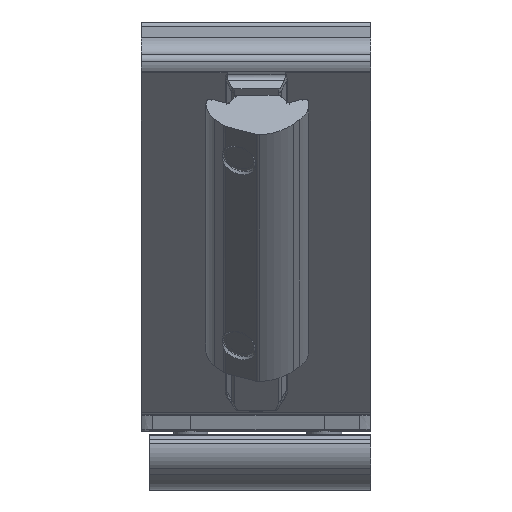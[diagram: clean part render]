
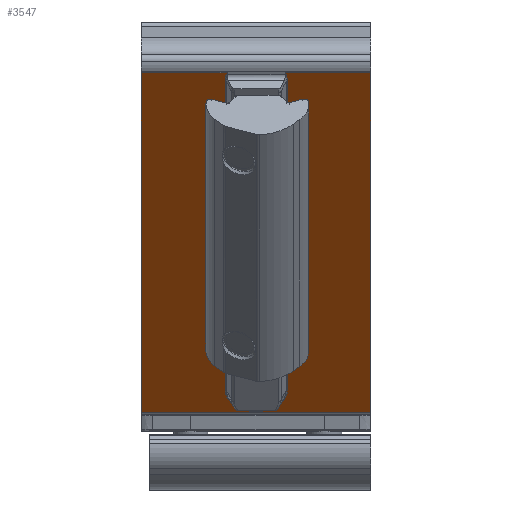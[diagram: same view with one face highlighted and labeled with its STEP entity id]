
A CAD part, left-side view. The second image highlights one B-rep face of the part: STEP entity #3547.
In plain terms, the highlighted planar face has unit normal (-0.707, 0, -0.707).
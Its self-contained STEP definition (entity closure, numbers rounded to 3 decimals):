
#74 = VERTEX_POINT ( 'NONE', #15775 ) ;
#412 = EDGE_CURVE ( 'NONE', #4483, #74, #7394, .T. ) ;
#452 = LINE ( 'NONE', #2015, #13476 ) ;
#1149 = DIRECTION ( 'NONE',  ( 0.707, 0., 0.707 ) ) ;
#1314 = VERTEX_POINT ( 'NONE', #4749 ) ;
#1342 = VECTOR ( 'NONE', #4669, 1000. ) ;
#1441 = AXIS2_PLACEMENT_3D ( 'NONE', #14451, #6800, #10707 ) ;
#1633 = DIRECTION ( 'NONE',  ( 0.707, 0., 0.707 ) ) ;
#1843 = CIRCLE ( 'NONE', #5395, 5.375 ) ;
#2015 = CARTESIAN_POINT ( 'NONE',  ( -79.871, 39.5, 17.706 ) ) ;
#2363 = ORIENTED_EDGE ( 'NONE', *, *, #12643, .F. ) ;
#2386 = LINE ( 'NONE', #8386, #9509 ) ;
#2580 = ORIENTED_EDGE ( 'NONE', *, *, #6865, .F. ) ;
#3161 = CARTESIAN_POINT ( 'NONE',  ( -21.504, 39.5, -40.662 ) ) ;
#3424 = PLANE ( 'NONE',  #14622 ) ;
#3491 = CARTESIAN_POINT ( 'NONE',  ( -78.513, 14.325, 16.347 ) ) ;
#3547 = ADVANCED_FACE ( 'NONE', ( #14835 ), #3424, .F. ) ;
#3600 = DIRECTION ( 'NONE',  ( 0.707, 0., 0.707 ) ) ;
#3660 = CARTESIAN_POINT ( 'NONE',  ( -79.871, 39.5, 17.706 ) ) ;
#3664 = DIRECTION ( 'NONE',  ( 0.707, 0., -0.707 ) ) ;
#4047 = ORIENTED_EDGE ( 'NONE', *, *, #15441, .T. ) ;
#4118 = DIRECTION ( 'NONE',  ( 0.707, 0., -0.707 ) ) ;
#4483 = VERTEX_POINT ( 'NONE', #9204 ) ;
#4591 = CARTESIAN_POINT ( 'NONE',  ( -21.504, 0., -40.662 ) ) ;
#4669 = DIRECTION ( 'NONE',  ( 0.707, 0., -0.707 ) ) ;
#4675 = VERTEX_POINT ( 'NONE', #12789 ) ;
#4749 = CARTESIAN_POINT ( 'NONE',  ( -79.871, 14.68, 17.706 ) ) ;
#5110 = EDGE_CURVE ( 'NONE', #4675, #74, #6097, .T. ) ;
#5395 = AXIS2_PLACEMENT_3D ( 'NONE', #13409, #9391, #10681 ) ;
#5602 = VERTEX_POINT ( 'NONE', #3161 ) ;
#5843 = AXIS2_PLACEMENT_3D ( 'NONE', #13163, #1633, #4118 ) ;
#5878 = CARTESIAN_POINT ( 'NONE',  ( -21.643, 19.7, -40.523 ) ) ;
#5928 = ORIENTED_EDGE ( 'NONE', *, *, #9394, .F. ) ;
#6097 = CIRCLE ( 'NONE', #1441, 5.375 ) ;
#6371 = VECTOR ( 'NONE', #12871, 1000. ) ;
#6656 = EDGE_CURVE ( 'NONE', #13535, #15366, #8694, .T. ) ;
#6757 = DIRECTION ( 'NONE',  ( 0., 1., 0. ) ) ;
#6800 = DIRECTION ( 'NONE',  ( 0.707, 0., 0.707 ) ) ;
#6865 = EDGE_CURVE ( 'NONE', #7804, #16395, #2386, .T. ) ;
#6871 = CARTESIAN_POINT ( 'NONE',  ( -21.504, 39.5, -40.662 ) ) ;
#7169 = VERTEX_POINT ( 'NONE', #3491 ) ;
#7394 = LINE ( 'NONE', #3660, #6371 ) ;
#7550 = CARTESIAN_POINT ( 'NONE',  ( -78.513, 25.075, 16.347 ) ) ;
#7622 = VECTOR ( 'NONE', #3664, 1000. ) ;
#7804 = VERTEX_POINT ( 'NONE', #12714 ) ;
#7840 = ORIENTED_EDGE ( 'NONE', *, *, #11964, .T. ) ;
#8132 = VECTOR ( 'NONE', #6757, 1000. ) ;
#8182 = CARTESIAN_POINT ( 'NONE',  ( -25.443, 25.075, -36.722 ) ) ;
#8386 = CARTESIAN_POINT ( 'NONE',  ( -31.083, 0., -31.083 ) ) ;
#8509 = CIRCLE ( 'NONE', #14645, 5.375 ) ;
#8694 = CIRCLE ( 'NONE', #5843, 5.375 ) ;
#8703 = CARTESIAN_POINT ( 'NONE',  ( -31.083, 39.5, -31.083 ) ) ;
#9009 = DIRECTION ( 'NONE',  ( 0.707, 0., -0.707 ) ) ;
#9204 = CARTESIAN_POINT ( 'NONE',  ( -79.871, 39.5, 17.706 ) ) ;
#9366 = EDGE_CURVE ( 'NONE', #1314, #7804, #452, .T. ) ;
#9391 = DIRECTION ( 'NONE',  ( 0.707, 0., 0.707 ) ) ;
#9394 = EDGE_CURVE ( 'NONE', #4675, #15366, #13076, .T. ) ;
#9509 = VECTOR ( 'NONE', #14642, 1000. ) ;
#9570 = LINE ( 'NONE', #6871, #8132 ) ;
#9653 = DIRECTION ( 'NONE',  ( 0.707, 0., -0.707 ) ) ;
#9991 = DIRECTION ( 'NONE',  ( 0.707, 0., -0.707 ) ) ;
#10681 = DIRECTION ( 'NONE',  ( 0.707, 0., -0.707 ) ) ;
#10707 = DIRECTION ( 'NONE',  ( 0.707, 0., -0.707 ) ) ;
#10782 = CARTESIAN_POINT ( 'NONE',  ( -78.513, 14.325, 16.347 ) ) ;
#10925 = CARTESIAN_POINT ( 'NONE',  ( -25.443, 14.325, -36.722 ) ) ;
#11964 = EDGE_CURVE ( 'NONE', #15014, #13535, #1843, .T. ) ;
#12133 = ORIENTED_EDGE ( 'NONE', *, *, #13576, .T. ) ;
#12530 = DIRECTION ( 'NONE',  ( 0., -1., 0. ) ) ;
#12536 = LINE ( 'NONE', #8703, #1342 ) ;
#12643 = EDGE_CURVE ( 'NONE', #16395, #5602, #9570, .T. ) ;
#12714 = CARTESIAN_POINT ( 'NONE',  ( -79.871, 0., 17.706 ) ) ;
#12789 = CARTESIAN_POINT ( 'NONE',  ( -78.513, 25.075, 16.347 ) ) ;
#12871 = DIRECTION ( 'NONE',  ( 0., -1., 0. ) ) ;
#12980 = CARTESIAN_POINT ( 'NONE',  ( -78.513, 19.7, 16.347 ) ) ;
#13076 = LINE ( 'NONE', #7550, #7622 ) ;
#13163 = CARTESIAN_POINT ( 'NONE',  ( -25.443, 19.7, -36.722 ) ) ;
#13409 = CARTESIAN_POINT ( 'NONE',  ( -25.443, 19.7, -36.722 ) ) ;
#13476 = VECTOR ( 'NONE', #12530, 1000. ) ;
#13518 = LINE ( 'NONE', #10782, #16562 ) ;
#13535 = VERTEX_POINT ( 'NONE', #5878 ) ;
#13576 = EDGE_CURVE ( 'NONE', #1314, #7169, #8509, .T. ) ;
#13985 = ORIENTED_EDGE ( 'NONE', *, *, #9366, .F. ) ;
#14302 = ORIENTED_EDGE ( 'NONE', *, *, #5110, .T. ) ;
#14451 = CARTESIAN_POINT ( 'NONE',  ( -78.513, 19.7, 16.347 ) ) ;
#14622 = AXIS2_PLACEMENT_3D ( 'NONE', #16538, #3600, #9991 ) ;
#14642 = DIRECTION ( 'NONE',  ( 0.707, 0., -0.707 ) ) ;
#14645 = AXIS2_PLACEMENT_3D ( 'NONE', #12980, #1149, #9009 ) ;
#14835 = FACE_OUTER_BOUND ( 'NONE', #15459, .T. ) ;
#14985 = ORIENTED_EDGE ( 'NONE', *, *, #412, .F. ) ;
#15014 = VERTEX_POINT ( 'NONE', #10925 ) ;
#15366 = VERTEX_POINT ( 'NONE', #8182 ) ;
#15441 = EDGE_CURVE ( 'NONE', #4483, #5602, #12536, .T. ) ;
#15459 = EDGE_LOOP ( 'NONE', ( #4047, #2363, #2580, #13985, #12133, #15613, #7840, #15895, #5928, #14302, #14985 ) ) ;
#15613 = ORIENTED_EDGE ( 'NONE', *, *, #16195, .T. ) ;
#15775 = CARTESIAN_POINT ( 'NONE',  ( -79.871, 24.72, 17.706 ) ) ;
#15895 = ORIENTED_EDGE ( 'NONE', *, *, #6656, .T. ) ;
#16195 = EDGE_CURVE ( 'NONE', #7169, #15014, #13518, .T. ) ;
#16395 = VERTEX_POINT ( 'NONE', #4591 ) ;
#16538 = CARTESIAN_POINT ( 'NONE',  ( -78.513, 25.075, 16.347 ) ) ;
#16562 = VECTOR ( 'NONE', #9653, 1000. ) ;
